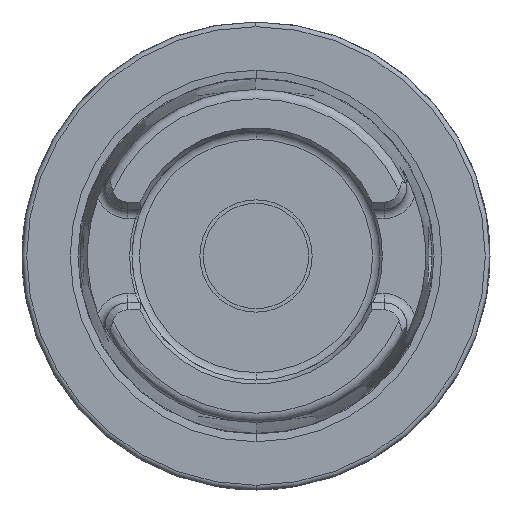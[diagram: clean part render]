
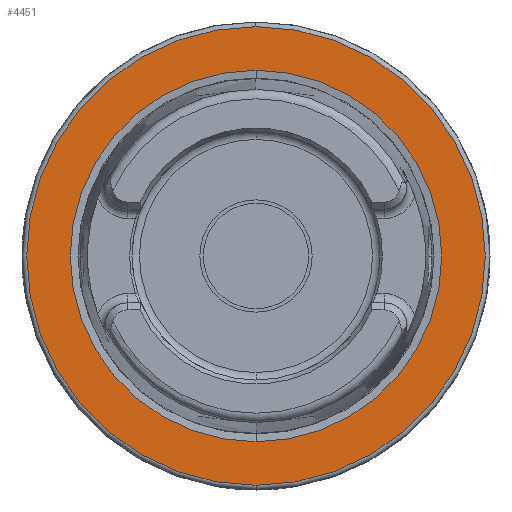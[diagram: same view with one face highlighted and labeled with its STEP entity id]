
A CAD part, left-side view. The second image highlights one B-rep face of the part: STEP entity #4451.
In plain terms, the highlighted planar face has unit normal (-1, 0, 0).
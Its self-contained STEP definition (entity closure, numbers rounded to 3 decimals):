
#1250=CARTESIAN_POINT('',(0.,0.,0.));
#1251=DIRECTION('',(1.,0.,0.));
#1252=DIRECTION('',(0.,0.,-1.));
#1253=AXIS2_PLACEMENT_3D('',#1250,#1251,#1252);
#1255=CARTESIAN_POINT('',(0.,0.,0.));
#1256=DIRECTION('',(1.,0.,0.));
#1257=DIRECTION('',(0.,0.,1.));
#1258=AXIS2_PLACEMENT_3D('',#1255,#1256,#1257);
#1260=CARTESIAN_POINT('',(0.,0.,0.));
#1261=DIRECTION('',(-1.,0.,0.));
#1262=DIRECTION('',(0.,0.,-1.));
#1263=AXIS2_PLACEMENT_3D('',#1260,#1261,#1262);
#1265=CARTESIAN_POINT('',(0.,0.,0.));
#1266=DIRECTION('',(-1.,0.,0.));
#1267=DIRECTION('',(0.,0.,1.));
#1268=AXIS2_PLACEMENT_3D('',#1265,#1266,#1267);
#2673=CARTESIAN_POINT('',(0.,0.,-39.682));
#2674=CARTESIAN_POINT('',(0.,0.,39.682));
#2675=VERTEX_POINT('',#2673);
#2676=VERTEX_POINT('',#2674);
#2986=CARTESIAN_POINT('',(0.,0.,-49.));
#2987=CARTESIAN_POINT('',(0.,0.,49.));
#2988=VERTEX_POINT('',#2986);
#2989=VERTEX_POINT('',#2987);
#4436=CARTESIAN_POINT('',(0.,0.,0.));
#4437=DIRECTION('',(1.,0.,0.));
#4438=DIRECTION('',(0.,0.,1.));
#4439=AXIS2_PLACEMENT_3D('',#4436,#4437,#4438);
#4440=PLANE('',#4439);
#4442=ORIENTED_EDGE('',*,*,#4441,.F.);
#4444=ORIENTED_EDGE('',*,*,#4443,.F.);
#4445=EDGE_LOOP('',(#4442,#4444));
#4446=FACE_OUTER_BOUND('',#4445,.F.);
#4447=ORIENTED_EDGE('',*,*,#4392,.F.);
#4448=ORIENTED_EDGE('',*,*,#4377,.F.);
#4449=EDGE_LOOP('',(#4447,#4448));
#4450=FACE_BOUND('',#4449,.F.);
#4451=ADVANCED_FACE('',(#4446,#4450),#4440,.F.);
#1254=CIRCLE('',#1253,39.682);
#1259=CIRCLE('',#1258,39.682);
#1264=CIRCLE('',#1263,49.);
#1269=CIRCLE('',#1268,49.);
#4377=EDGE_CURVE('',#2676,#2675,#1259,.T.);
#4392=EDGE_CURVE('',#2675,#2676,#1254,.T.);
#4441=EDGE_CURVE('',#2988,#2989,#1264,.T.);
#4443=EDGE_CURVE('',#2989,#2988,#1269,.T.);
